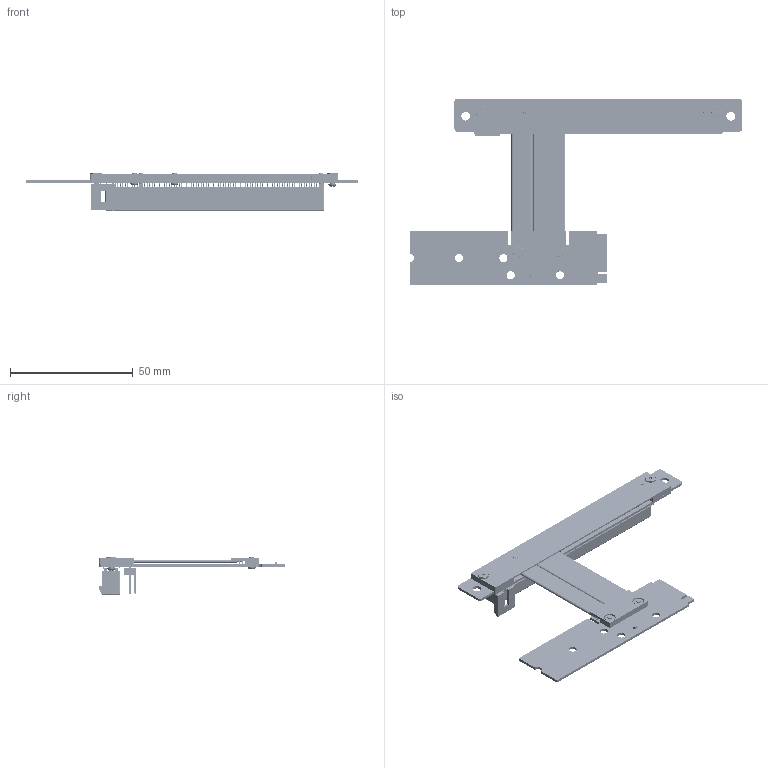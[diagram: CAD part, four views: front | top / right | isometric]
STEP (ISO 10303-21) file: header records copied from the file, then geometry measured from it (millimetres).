
FILE_DESCRIPTION(('Open CASCADE Model'),'2;1');
FILE_NAME('Open CASCADE Shape Model','2020-03-19T18:31:50',('Author'),( 'Open CASCADE'),'Open CASCADE STEP processor 6.8','Open CASCADE 6.8' ,'Unknown');
FILE_SCHEMA(('AUTOMOTIVE_DESIGN { 1 0 10303 214 1 1 1 1 }'));
Length unit declared in the file: millimetre
Products named in the file (85): PCB; Board; Open CASCADE STEP translator 6.8 16.1.1; Open CASCADE STEP translator 6.8 16.2; LED_AP1608; Free-Models; RP33R-PAD; TE_PCIe_Express_x16_(3.1mm_Pins)_RGB4404530; PCIe_Body_PCIe_x16; Pins_Internal_Pin_(Long); Pins_External_Pin_(Long); tape-3P_RGB0; 4P_power_c-171825-4-y-3d_RGB12967653; G0033_RGB9411503; Hexagon_nut_ISO_4032_(DIN_934)_-_M2_RGB9411503; RP44S-PAD; cable20-43-s; cable13-43
Assembly tree (253 placements, depth 4):
  PCB
    Board
      Open CASCADE STEP translator 6.8 16.1.1
    Open CASCADE STEP translator 6.8 16.2
      LED_AP1608
    Free-Models
      RP33R-PAD
      TE_PCIe_Express_x16_(3.1mm_Pins)_RGB4404530
        PCIe_Body_PCIe_x16
        Pins_Internal_Pin_(Long)  x82
        Pins_External_Pin_(Long)  x82
      tape-3P_RGB0
      4P_power_c-171825-4-y-3d_RGB12967653  x2
      4P_power_c-171825-4-y-3d_RGB12967653
      G0033_RGB9411503  x4
      Hexagon_nut_ISO_4032_(DIN_934)_-_M2_RGB9411503  x4
      RP44S-PAD
      cable20-43-s
      cable20-43-s
      cable20-43-s
      cable20-43-s
      cable20-43-s
      cable20-43-s
      cable20-43-s
      cable20-43-s
      cable20-43-s
      cable20-43-s
      cable20-43-s
      cable20-43-s
      cable20-43-s
      cable20-43-s
      cable20-43-s
      cable20-43-s
      cable20-43-s
      cable20-43-s
      cable20-43-s
      cable20-43-s
      cable20-43-s
      cable20-43-s
      cable20-43-s
      cable20-43-s
      cable20-43-s
      cable20-43-s
      cable20-43-s
      cable20-43-s
      cable20-43-s
      cable20-43-s
      cable20-43-s
      cable20-43-s
      cable20-43-s
      cable20-43-s
      cable20-43-s
      cable20-43-s
      cable20-43-s
      cable20-43-s
      cable20-43-s
      cable20-43-s
      cable20-43-s
      cable13-43
      cable13-43
Bounding box: 135.19 x 75.91 x 15.61 mm (x, y, z)
Volume: 12495.1 mm3; surface area: 34298.4 mm2
Topology: 253 solids, 253 shells, 7694 faces, 21632 edges, 14348 vertices
Faces by surface type: plane 4737, cylinder 2713, bspline 116, torus 66, cone 52, revolution 8, sphere 2
Full cylindrical faces by diameter (mm): 0.4 x165, 0.6 x153, 0.7 x164, 1.2 x4, 1.6 x164, 2 x4, 2.2 x7, 2.35 x2, 2.4 x2, 3.3 x4, 3.5 x1, 3.6 x1, 4.8 x4
Entity records: 130760 total; most frequent: CARTESIAN_POINT 26653, ORIENTED_EDGE 19014, DIRECTION 17224, EDGE_CURVE 9507, LINE 7286, VECTOR 7286, VERTEX_POINT 6278, AXIS2_PLACEMENT_3D 4968
